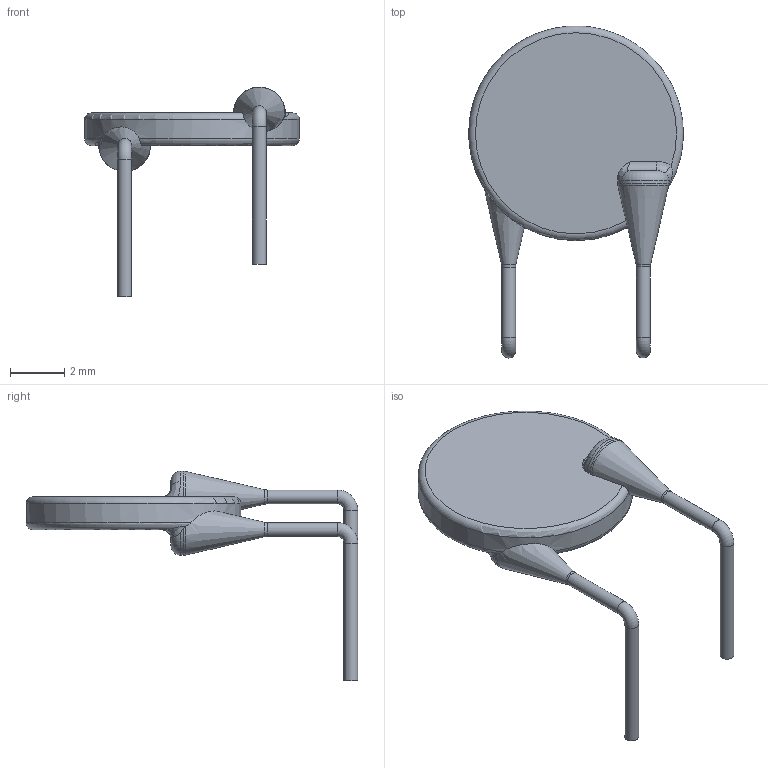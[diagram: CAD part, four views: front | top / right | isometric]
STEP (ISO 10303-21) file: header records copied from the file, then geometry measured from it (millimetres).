
FILE_DESCRIPTION( ( '' ), ' ' );
FILE_NAME( '5e9ddc7955721a1470b71227.step', '2020-04-20T17:31:38', ( '' ), ( '' ), ' ', ' ', ' ' );
FILE_SCHEMA( ( 'AUTOMOTIVE_DESIGN { 1 0 10303 214 1 1 1 1 }' ) );
Length unit declared in the file: metre
Products named in the file (1): MF-R050
Bounding box: 7.89 x 12.2 x 7.71 mm (x, y, z)
Volume: 68.3 mm3; surface area: 165.2 mm2
Topology: 1 solids, 1 shells, 33 faces, 82 edges, 51 vertices
Faces by surface type: torus 10, cylinder 9, bspline 6, plane 6, cone 2
Full cylindrical faces by diameter (mm): 0.51 x4, 7.9 x1
Entity records: 1695 total; most frequent: CARTESIAN_POINT 777, ORIENTED_EDGE 128, DIRECTION 124, EDGE_CURVE 64, AXIS2_PLACEMENT_3D 58, EDGE_LOOP 44, VERTEX_POINT 44, FACE_OUTER_BOUND 42
